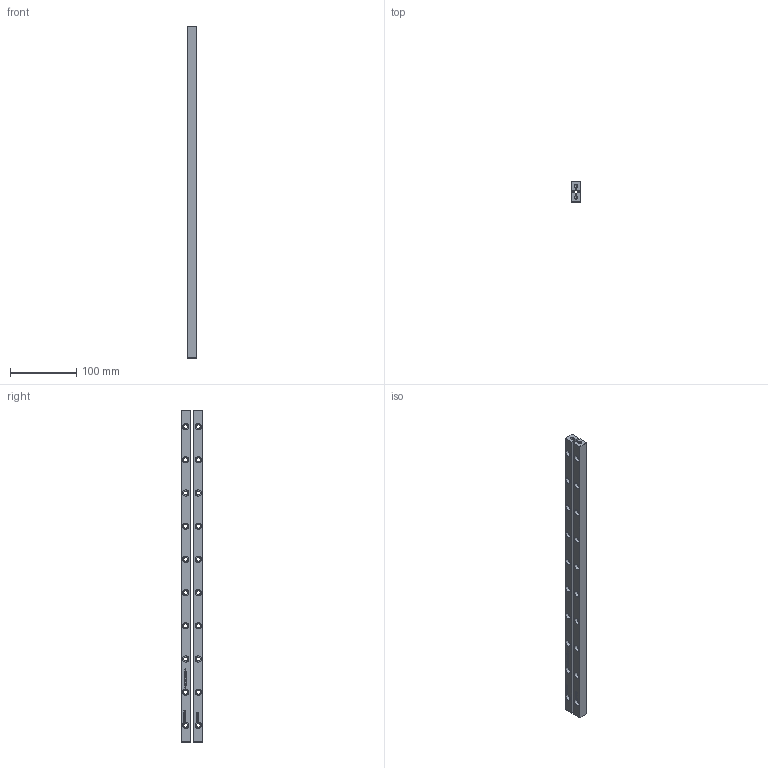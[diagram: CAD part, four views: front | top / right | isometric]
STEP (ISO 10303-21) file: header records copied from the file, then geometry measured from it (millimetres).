
FILE_DESCRIPTION(('FreeCAD Model'),'2;1');
FILE_NAME('R 6-500.step','2020-10-19T17:31:47',('Author'),(''), 'Open CASCADE STEP processor 6.8','FreeCAD','Unknown');
FILE_SCHEMA(('AUTOMOTIVE_DESIGN_CC2 { 1 2 10303 214 -1 1 5 4 }'));
Length unit declared in the file: millimetre
Products named in the file (2): ASSEMBLY; Schienenpaar
Assembly tree (1 placements, depth 2):
  ASSEMBLY
    Schienenpaar
Bounding box: 15 x 31 x 500 mm (x, y, z)
Volume: 184714.9 mm3; surface area: 69401.8 mm2
Topology: 2 solids, 2 shells, 729 faces, 1926 edges, 1260 vertices
Faces by surface type: extrusion 429, plane 226, cylinder 46, cone 28
Full cylindrical faces by diameter (mm): 5 x4, 6 x20, 9.5 x20
Entity records: 47883 total; most frequent: CARTESIAN_POINT 12024, DIRECTION 5147, VECTOR 4243, ORIENTED_EDGE 3844, PCURVE 3844, DEFINITIONAL_REPRESENTATION 3844, LINE 3814, B_SPLINE_CURVE_WITH_KNOTS 2177
